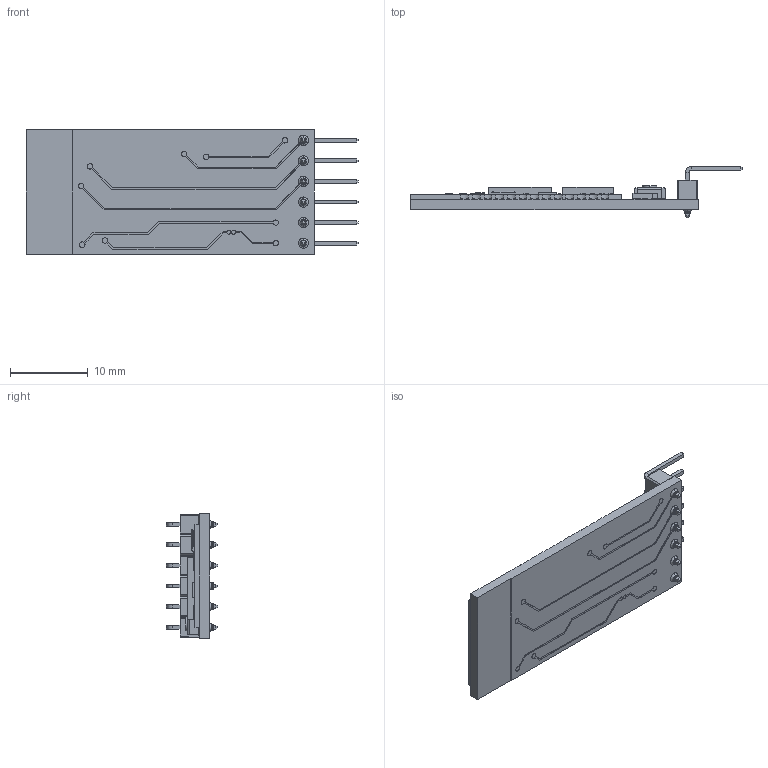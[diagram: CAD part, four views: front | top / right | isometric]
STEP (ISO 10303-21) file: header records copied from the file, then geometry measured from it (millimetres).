
FILE_DESCRIPTION (( 'STEP AP214' ), '1' );
FILE_NAME ('HC-05.STEP', '2022-02-08T13:35:50', ( '' ), ( '' ), 'SwSTEP 2.0', 'SolidWorks 2021', '' );
FILE_SCHEMA (( 'AUTOMOTIVE_DESIGN' ));
Length unit declared in the file: millimetre
Products named in the file (1): HC-05
Bounding box: 42.58 x 6.55 x 16 mm (x, y, z)
Volume: 1252.1 mm3; surface area: 1761.1 mm2
Topology: 1 solids, 1 shells, 980 faces, 2514 edges, 1592 vertices
Faces by surface type: plane 771, cylinder 148, bspline 34, torus 27
Entity records: 45399 total; most frequent: CARTESIAN_POINT 11518, ORIENTED_EDGE 5028, DIRECTION 4515, EDGE_CURVE 2514, VECTOR 1977, LINE 1977, VERTEX_POINT 1592, AXIS2_PLACEMENT_3D 1269
